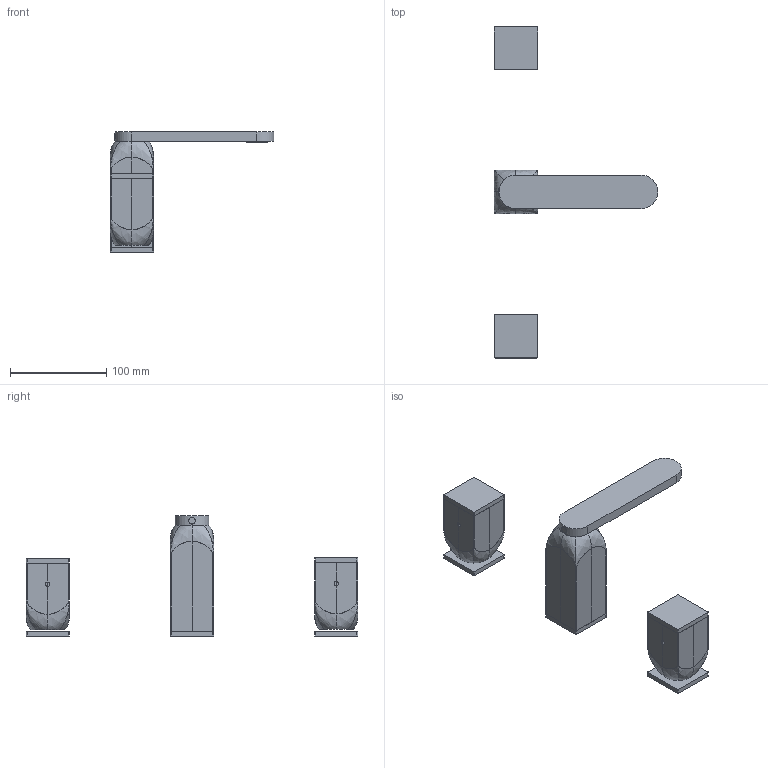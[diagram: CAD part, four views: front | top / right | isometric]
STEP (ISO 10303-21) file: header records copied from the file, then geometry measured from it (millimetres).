
FILE_DESCRIPTION(('CATIA V5 STEP Exchange','CAx-IF Rec.Pracs.--- Model Styling and Organization---1.5--- 2016-08-15','CAx-IF Rec.Pracs.---Supplemental Geometry---1.0---2011-11-01','CAx-IF Rec.Pracs.--- Composite Materials ---3.4---2017-06-13','CAx-IF Rec.Pracs.---Tessellated 3D Geometry---1.0---2015-12-17'),'2;1');
FILE_NAME('RM001060 Lavabo 3 fori.stp','2023-01-26T09:45:34+00:00',('none'),('none'),'CATIA Version 5-6 Release 2020 SP2','CATIA V5 STEP AP242 v2','none');
FILE_SCHEMA(('AP242_MANAGED_MODEL_BASED_3D_ENGINEERING_MIM_LF {1 0 10303 442 1 1 4}'));
Products named in the file (1): RM001060_AllCATPart
Bounding box: 170.01 x 345.02 x 125 mm (x, y, z)
Volume: 2272.1 mm3; surface area: 71090.7 mm2
Topology: 2 solids, 124 shells, 820 faces, 2371 edges, 1773 vertices
Faces by surface type: plane 716, cylinder 50, bspline 24, extrusion 24, cone 6
Entity records: 45975 total; most frequent: CARTESIAN_POINT 26117, ORIENTED_EDGE 4151, DIRECTION 2644, EDGE_CURVE 2371, VECTOR 2032, LINE 2008, VERTEX_POINT 1773, EDGE_LOOP 921
